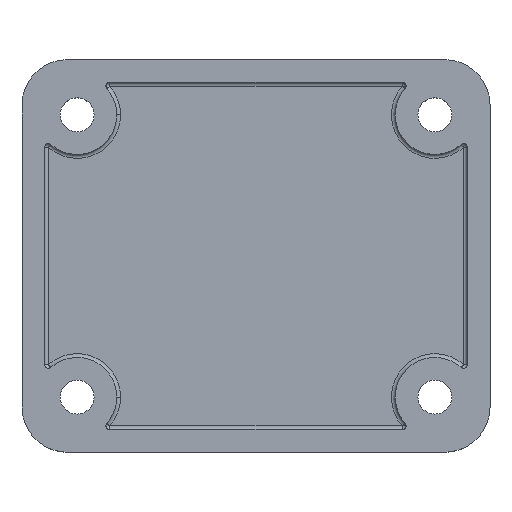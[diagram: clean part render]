
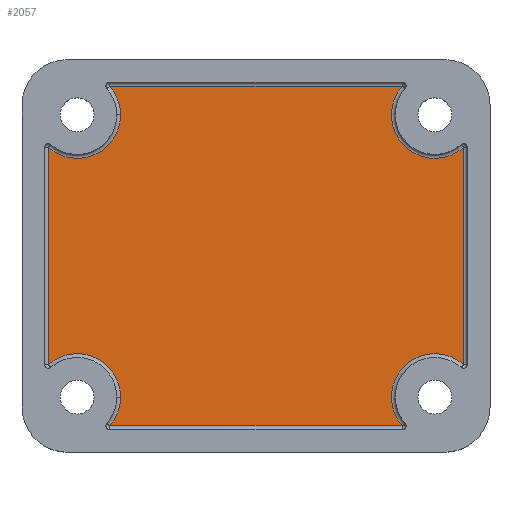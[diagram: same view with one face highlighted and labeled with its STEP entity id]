
A CAD part, top view. The second image highlights one B-rep face of the part: STEP entity #2057.
In plain terms, the highlighted planar face has unit normal (0, 0, 1).
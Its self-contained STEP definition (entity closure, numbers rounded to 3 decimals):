
#4 = CARTESIAN_POINT ( 'NONE',  ( -27.5, 14.384, 3. ) ) ;
#16 = CARTESIAN_POINT ( 'NONE',  ( -19.384, 22.5, 3. ) ) ;
#18 = CARTESIAN_POINT ( 'NONE',  ( -19.384, -22.5, 3. ) ) ;
#34 = CARTESIAN_POINT ( 'NONE',  ( -17.945, 18.695, 3. ) ) ;
#38 = CARTESIAN_POINT ( 'NONE',  ( -27.5, -14.384, 3. ) ) ;
#135 = AXIS2_PLACEMENT_3D ( 'NONE', #1762, #1753, #1752 ) ;
#147 = CARTESIAN_POINT ( 'NONE',  ( 19.384, -22.5, 3. ) ) ;
#225 = CARTESIAN_POINT ( 'NONE',  ( -17.945, -18.695, 3. ) ) ;
#230 = DIRECTION ( 'NONE',  ( 1., 0., 0. ) ) ;
#231 = DIRECTION ( 'NONE',  ( 0., 0., -1. ) ) ;
#232 = CARTESIAN_POINT ( 'NONE',  ( -23.695, 18.695, 3. ) ) ;
#258 = DIRECTION ( 'NONE',  ( 1., 0., 0. ) ) ;
#259 = DIRECTION ( 'NONE',  ( 0., 0., -1. ) ) ;
#260 = CARTESIAN_POINT ( 'NONE',  ( -23.695, -18.695, 3. ) ) ;
#262 = CARTESIAN_POINT ( 'NONE',  ( 27.5, -14.384, 3. ) ) ;
#306 = CARTESIAN_POINT ( 'NONE',  ( 19.384, 22.5, 3. ) ) ;
#322 = CARTESIAN_POINT ( 'NONE',  ( 27.5, 14.384, 3. ) ) ;
#332 = LINE ( 'NONE', #1973, #736 ) ;
#338 = VECTOR ( 'NONE', #1983, 1000. ) ;
#339 = CIRCLE ( 'NONE', #1139, 5.75 ) ;
#341 = LINE ( 'NONE', #1984, #338 ) ;
#352 = CIRCLE ( 'NONE', #1140, 5.75 ) ;
#405 = CIRCLE ( 'NONE', #1161, 5.75 ) ;
#459 = CIRCLE ( 'NONE', #1170, 5.75 ) ;
#525 = CIRCLE ( 'NONE', #1191, 5.75 ) ;
#529 = CIRCLE ( 'NONE', #1195, 5.75 ) ;
#736 = VECTOR ( 'NONE', #1972, 1000. ) ;
#798 = VERTEX_POINT ( 'NONE', #34 ) ;
#817 = VERTEX_POINT ( 'NONE', #38 ) ;
#829 = VERTEX_POINT ( 'NONE', #18 ) ;
#836 = VERTEX_POINT ( 'NONE', #16 ) ;
#848 = VERTEX_POINT ( 'NONE', #4 ) ;
#863 = VERTEX_POINT ( 'NONE', #322 ) ;
#879 = VERTEX_POINT ( 'NONE', #306 ) ;
#910 = VERTEX_POINT ( 'NONE', #225 ) ;
#988 = ORIENTED_EDGE ( 'NONE', *, *, #1343, .T. ) ;
#989 = ORIENTED_EDGE ( 'NONE', *, *, #1349, .T. ) ;
#995 = ORIENTED_EDGE ( 'NONE', *, *, #1354, .T. ) ;
#1011 = ORIENTED_EDGE ( 'NONE', *, *, #1370, .T. ) ;
#1025 = ORIENTED_EDGE ( 'NONE', *, *, #1219, .T. ) ;
#1029 = ORIENTED_EDGE ( 'NONE', *, *, #1224, .T. ) ;
#1031 = ORIENTED_EDGE ( 'NONE', *, *, #1269, .T. ) ;
#1032 = ORIENTED_EDGE ( 'NONE', *, *, #1307, .T. ) ;
#1034 = ORIENTED_EDGE ( 'NONE', *, *, #1359, .T. ) ;
#1036 = ORIENTED_EDGE ( 'NONE', *, *, #1350, .T. ) ;
#1106 = VERTEX_POINT ( 'NONE', #147 ) ;
#1107 = EDGE_LOOP ( 'NONE', ( #1025, #988, #989, #1036, #1011, #1032, #1034, #1029, #1031, #995 ) ) ;
#1114 = VERTEX_POINT ( 'NONE', #262 ) ;
#1139 = AXIS2_PLACEMENT_3D ( 'NONE', #1980, #1979, #1978 ) ;
#1140 = AXIS2_PLACEMENT_3D ( 'NONE', #1995, #1994, #1993 ) ;
#1161 = AXIS2_PLACEMENT_3D ( 'NONE', #1665, #1664, #1663 ) ;
#1170 = AXIS2_PLACEMENT_3D ( 'NONE', #1584, #1578, #1577 ) ;
#1191 = AXIS2_PLACEMENT_3D ( 'NONE', #232, #231, #230 ) ;
#1195 = AXIS2_PLACEMENT_3D ( 'NONE', #260, #259, #258 ) ;
#1219 = EDGE_CURVE ( 'NONE', #817, #910, #529, .T. ) ;
#1224 = EDGE_CURVE ( 'NONE', #836, #798, #525, .T. ) ;
#1269 = EDGE_CURVE ( 'NONE', #798, #848, #459, .T. ) ;
#1307 = EDGE_CURVE ( 'NONE', #863, #879, #405, .T. ) ;
#1343 = EDGE_CURVE ( 'NONE', #910, #829, #352, .T. ) ;
#1349 = EDGE_CURVE ( 'NONE', #829, #1106, #341, .T. ) ;
#1350 = EDGE_CURVE ( 'NONE', #1106, #1114, #339, .T. ) ;
#1354 = EDGE_CURVE ( 'NONE', #848, #817, #332, .T. ) ;
#1359 = EDGE_CURVE ( 'NONE', #879, #836, #2357, .T. ) ;
#1370 = EDGE_CURVE ( 'NONE', #1114, #863, #2336, .T. ) ;
#1577 = DIRECTION ( 'NONE',  ( 1., 0., 0. ) ) ;
#1578 = DIRECTION ( 'NONE',  ( 0., 0., -1. ) ) ;
#1584 = CARTESIAN_POINT ( 'NONE',  ( -23.695, 18.695, 3. ) ) ;
#1663 = DIRECTION ( 'NONE',  ( 1., 0., 0. ) ) ;
#1664 = DIRECTION ( 'NONE',  ( 0., 0., -1. ) ) ;
#1665 = CARTESIAN_POINT ( 'NONE',  ( 23.695, 18.695, 3. ) ) ;
#1752 = DIRECTION ( 'NONE',  ( 1., 0., 0. ) ) ;
#1753 = DIRECTION ( 'NONE',  ( 0., 0., 1. ) ) ;
#1755 = PLANE ( 'NONE',  #135 ) ;
#1762 = CARTESIAN_POINT ( 'NONE',  ( -25., 20., 3. ) ) ;
#1941 = DIRECTION ( 'NONE',  ( 0., 1., 0. ) ) ;
#1942 = CARTESIAN_POINT ( 'NONE',  ( 27.5, 15.69, 3. ) ) ;
#1964 = DIRECTION ( 'NONE',  ( -1., 0., 0. ) ) ;
#1965 = CARTESIAN_POINT ( 'NONE',  ( -20.69, 22.5, 3. ) ) ;
#1972 = DIRECTION ( 'NONE',  ( 0., -1., 0. ) ) ;
#1973 = CARTESIAN_POINT ( 'NONE',  ( -27.5, -15.69, 3. ) ) ;
#1978 = DIRECTION ( 'NONE',  ( 1., 0., 0. ) ) ;
#1979 = DIRECTION ( 'NONE',  ( 0., 0., -1. ) ) ;
#1980 = CARTESIAN_POINT ( 'NONE',  ( 23.695, -18.695, 3. ) ) ;
#1983 = DIRECTION ( 'NONE',  ( 1., 0., 0. ) ) ;
#1984 = CARTESIAN_POINT ( 'NONE',  ( 20.69, -22.5, 3. ) ) ;
#1993 = DIRECTION ( 'NONE',  ( 1., 0., 0. ) ) ;
#1994 = DIRECTION ( 'NONE',  ( 0., 0., -1. ) ) ;
#1995 = CARTESIAN_POINT ( 'NONE',  ( -23.695, -18.695, 3. ) ) ;
#2057 = ADVANCED_FACE ( 'NONE', ( #2217 ), #1755, .T. ) ;
#2217 = FACE_OUTER_BOUND ( 'NONE', #1107, .T. ) ;
#2333 = VECTOR ( 'NONE', #1941, 1000. ) ;
#2336 = LINE ( 'NONE', #1942, #2333 ) ;
#2354 = VECTOR ( 'NONE', #1964, 1000. ) ;
#2357 = LINE ( 'NONE', #1965, #2354 ) ;
